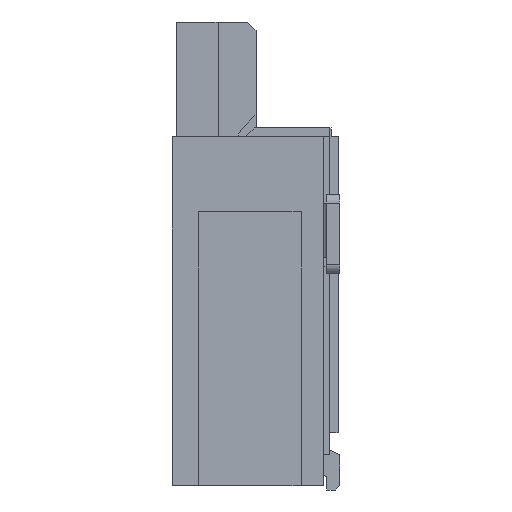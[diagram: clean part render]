
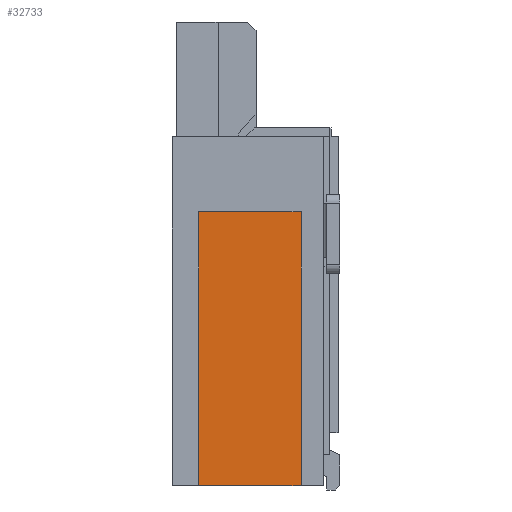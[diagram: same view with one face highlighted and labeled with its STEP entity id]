
A CAD part, left-side view. The second image highlights one B-rep face of the part: STEP entity #32733.
In plain terms, the highlighted planar face has unit normal (-1, 0, 0).
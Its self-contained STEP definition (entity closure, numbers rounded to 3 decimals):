
#1228=FACE_OUTER_BOUND('',#2791,.T.);
#2791=EDGE_LOOP('',(#25461,#25462,#25463,#25464));
#6593=LINE('',#49310,#11191);
#6595=LINE('',#49314,#11193);
#6604=LINE('',#49330,#11202);
#6605=LINE('',#49331,#11203);
#11191=VECTOR('',#39564,3.1);
#11193=VECTOR('',#39568,1.16);
#11202=VECTOR('',#39581,1.16);
#11203=VECTOR('',#39582,3.1);
#15225=VERTEX_POINT('',#49307);
#15226=VERTEX_POINT('',#49309);
#15227=VERTEX_POINT('',#49313);
#15232=VERTEX_POINT('',#49329);
#19121=EDGE_CURVE('',#15226,#15225,#6593,.T.);
#19123=EDGE_CURVE('',#15226,#15227,#6595,.T.);
#19132=EDGE_CURVE('',#15225,#15232,#6604,.T.);
#19133=EDGE_CURVE('',#15232,#15227,#6605,.T.);
#25461=ORIENTED_EDGE('',*,*,#19123,.F.);
#25462=ORIENTED_EDGE('',*,*,#19121,.T.);
#25463=ORIENTED_EDGE('',*,*,#19132,.T.);
#25464=ORIENTED_EDGE('',*,*,#19133,.T.);
#31237=PLANE('',#34425);
#32733=ADVANCED_FACE('',(#1228),#31237,.T.);
#34425=AXIS2_PLACEMENT_3D('',#49328,#39579,#39580);
#39564=DIRECTION('',(0.,0.,1.));
#39568=DIRECTION('',(0.,1.,0.));
#39579=DIRECTION('center_axis',(-1.,0.,0.));
#39580=DIRECTION('ref_axis',(0.,0.,1.));
#39581=DIRECTION('',(0.,1.,0.));
#39582=DIRECTION('',(0.,0.,-1.));
#49307=CARTESIAN_POINT('',(-9.6,0.42,1.85));
#49309=CARTESIAN_POINT('',(-9.6,0.42,-1.25));
#49310=CARTESIAN_POINT('',(-9.6,0.42,-1.25));
#49313=CARTESIAN_POINT('',(-9.6,1.58,-1.25));
#49314=CARTESIAN_POINT('',(-9.6,0.42,-1.25));
#49328=CARTESIAN_POINT('Origin',(-9.6,0.,0.));
#49329=CARTESIAN_POINT('',(-9.6,1.58,1.85));
#49330=CARTESIAN_POINT('',(-9.6,0.42,1.85));
#49331=CARTESIAN_POINT('',(-9.6,1.58,1.85));
